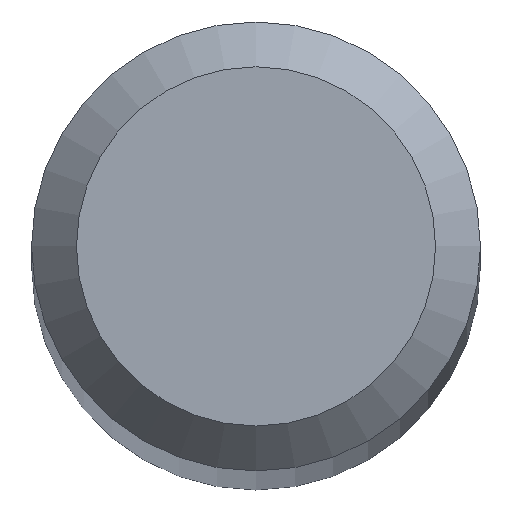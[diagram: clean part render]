
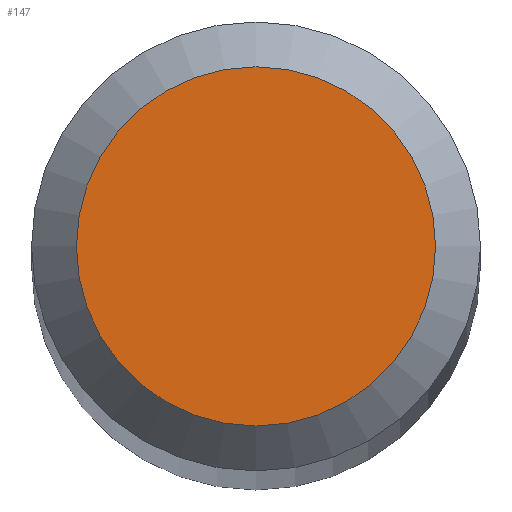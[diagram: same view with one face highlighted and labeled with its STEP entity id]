
A CAD part, top view. The second image highlights one B-rep face of the part: STEP entity #147.
In plain terms, the highlighted planar face has unit normal (0, 0, 1).
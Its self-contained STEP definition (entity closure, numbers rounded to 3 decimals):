
#9 = DIRECTION ( 'NONE',  ( 0., 1., 0. ) ) ;
#18 = EDGE_LOOP ( 'NONE', ( #129 ) ) ;
#29 = DIRECTION ( 'NONE',  ( 0., 0., -1. ) ) ;
#65 = CIRCLE ( 'NONE', #68, 0.4 ) ;
#68 = AXIS2_PLACEMENT_3D ( 'NONE', #80, #29, #231 ) ;
#80 = CARTESIAN_POINT ( 'NONE',  ( 0., 0., 30. ) ) ;
#82 = VERTEX_POINT ( 'NONE', #160 ) ;
#94 = FACE_OUTER_BOUND ( 'NONE', #18, .T. ) ;
#118 = CARTESIAN_POINT ( 'NONE',  ( 0., 0., 30. ) ) ;
#129 = ORIENTED_EDGE ( 'NONE', *, *, #193, .F. ) ;
#147 = ADVANCED_FACE ( 'NONE', ( #94 ), #211, .F. ) ;
#156 = DIRECTION ( 'NONE',  ( 0., 0., -1. ) ) ;
#158 = AXIS2_PLACEMENT_3D ( 'NONE', #118, #156, #9 ) ;
#160 = CARTESIAN_POINT ( 'NONE',  ( 0., 0.4, 30. ) ) ;
#193 = EDGE_CURVE ( 'NONE', #82, #82, #65, .T. ) ;
#211 = PLANE ( 'NONE',  #158 ) ;
#231 = DIRECTION ( 'NONE',  ( 0., 1., 0. ) ) ;
